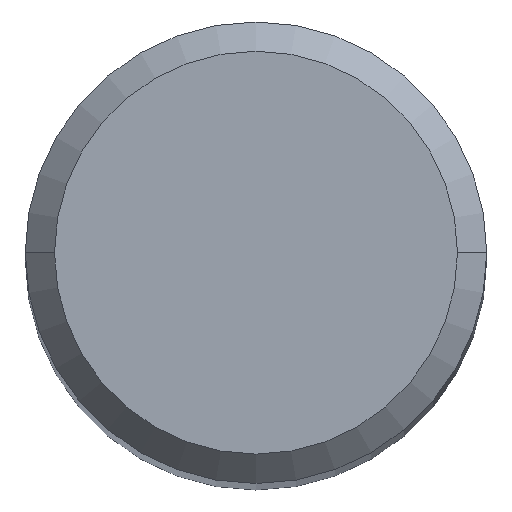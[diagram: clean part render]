
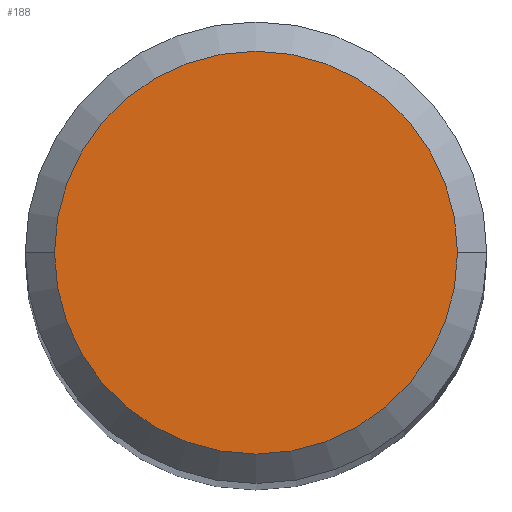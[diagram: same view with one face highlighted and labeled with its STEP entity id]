
A CAD part, top view. The second image highlights one B-rep face of the part: STEP entity #188.
In plain terms, the highlighted planar face has unit normal (0, 0, 1).
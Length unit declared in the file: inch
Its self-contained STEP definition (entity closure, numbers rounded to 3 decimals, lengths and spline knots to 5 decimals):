
#8 = DIRECTION ( 'NONE',  ( 0., 0., 1. ) ) ;
#29 = AXIS2_PLACEMENT_3D ( 'NONE', #50, #8, #161 ) ;
#42 = EDGE_LOOP ( 'NONE', ( #317, #149 ) ) ;
#50 = CARTESIAN_POINT ( 'NONE',  ( 0., 0., 0. ) ) ;
#54 = VERTEX_POINT ( 'NONE', #303 ) ;
#99 = AXIS2_PLACEMENT_3D ( 'NONE', #231, #189, #117 ) ;
#117 = DIRECTION ( 'NONE',  ( -1., 0., 0. ) ) ;
#149 = ORIENTED_EDGE ( 'NONE', *, *, #433, .T. ) ;
#153 = PLANE ( 'NONE',  #99 ) ;
#161 = DIRECTION ( 'NONE',  ( 1., 0., 0. ) ) ;
#180 = CIRCLE ( 'NONE', #190, 0.1031 ) ;
#182 = DIRECTION ( 'NONE',  ( 0., 0., 1. ) ) ;
#188 = ADVANCED_FACE ( 'NONE', ( #365 ), #153, .F. ) ;
#189 = DIRECTION ( 'NONE',  ( 0., 0., -1. ) ) ;
#190 = AXIS2_PLACEMENT_3D ( 'NONE', #473, #182, #280 ) ;
#231 = CARTESIAN_POINT ( 'NONE',  ( 0., 0.1031, 0. ) ) ;
#272 = EDGE_CURVE ( 'NONE', #54, #389, #180, .T. ) ;
#280 = DIRECTION ( 'NONE',  ( 1., 0., 0. ) ) ;
#303 = CARTESIAN_POINT ( 'NONE',  ( -0.1031, 0., 0. ) ) ;
#317 = ORIENTED_EDGE ( 'NONE', *, *, #272, .T. ) ;
#365 = FACE_OUTER_BOUND ( 'NONE', #42, .T. ) ;
#370 = CARTESIAN_POINT ( 'NONE',  ( 0.1031, 0., 0. ) ) ;
#389 = VERTEX_POINT ( 'NONE', #370 ) ;
#433 = EDGE_CURVE ( 'NONE', #389, #54, #504, .T. ) ;
#473 = CARTESIAN_POINT ( 'NONE',  ( 0., 0., 0. ) ) ;
#504 = CIRCLE ( 'NONE', #29, 0.1031 ) ;
